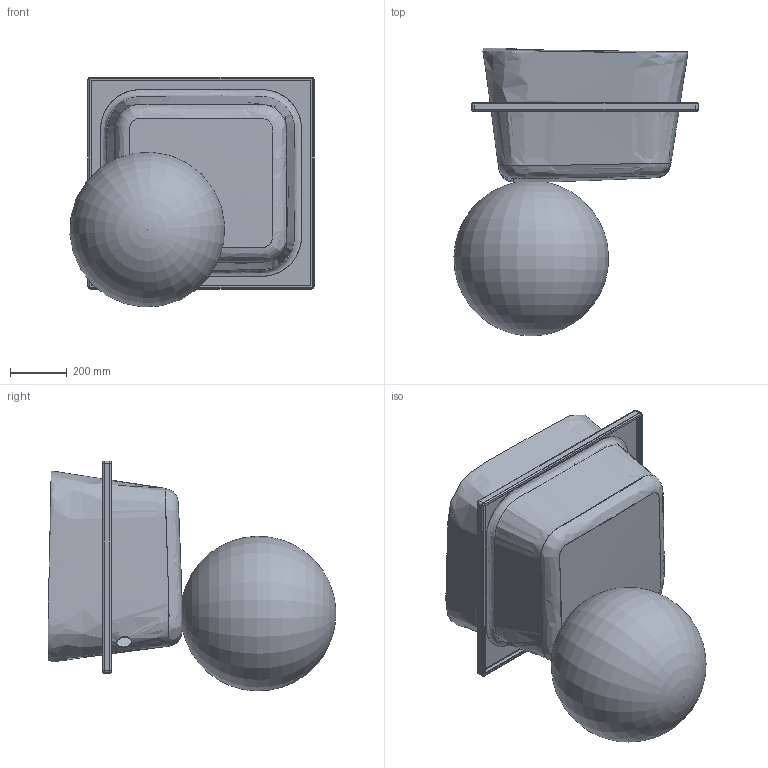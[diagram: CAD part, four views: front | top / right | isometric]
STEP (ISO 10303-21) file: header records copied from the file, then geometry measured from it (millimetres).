
FILE_DESCRIPTION((' '),'2;1');
FILE_NAME( '19396c27e79aa9c3.stp', '2024-12-05T13:19:09', (' '), ('--- Datakit www.datakit.com---'), ' Datakit CrossCadWare V2022.3 Jun 15 2022', 'DATAKIT 2024 (c)', ' ');
FILE_SCHEMA(('CONFIG_CONTROL_DESIGN'));
Length unit declared in the file: millimetre
Products named in the file (1): 19396c10973b96c3
Bounding box: 862.24 x 1016.55 x 812.24 mm (x, y, z)
Surface area: 3789592.6 mm2 (no closed solid volume)
Topology: 0 solids, 4 shells, 69 faces, 187 edges, 122 vertices
Faces by surface type: plane 19, cylinder 19, torus 18, bspline 7, cone 4, offset 1, extrusion 1
Full cylindrical faces by diameter (mm): 32 x1, 52 x2
Entity records: 54432 total; most frequent: CARTESIAN_POINT 52895, DIRECTION 315, ORIENTED_EDGE 254, EDGE_CURVE 152, AXIS2_PLACEMENT_3D 127, VERTEX_POINT 113, EDGE_LOOP 101, FACE_OUTER_BOUND 69
